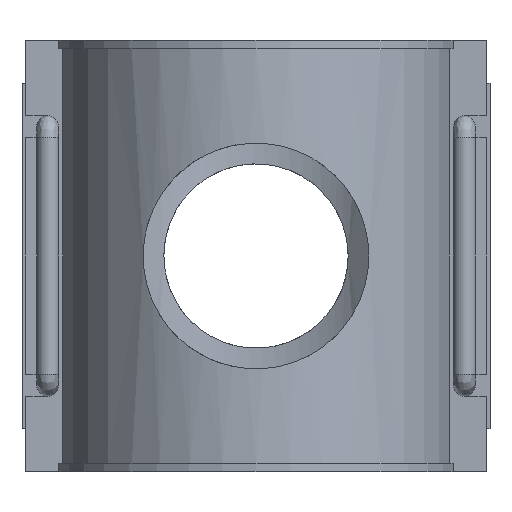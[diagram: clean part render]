
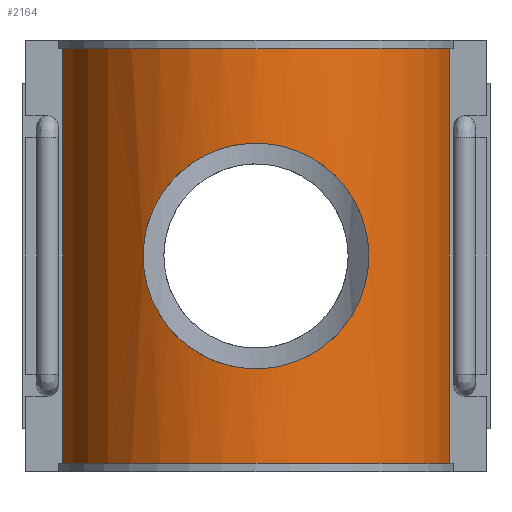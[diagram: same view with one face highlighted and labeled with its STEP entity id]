
A CAD part, front view. The second image highlights one B-rep face of the part: STEP entity #2164.
In plain terms, the highlighted cylindrical face has radius 54 mm (diameter 108 mm), a partial arc.
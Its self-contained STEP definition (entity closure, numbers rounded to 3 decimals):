
#31=LINE('',#3642,#238);
#66=LINE('',#3863,#273);
#238=VECTOR('',#2534,113.28);
#273=VECTOR('',#2611,113.28);
#532=CIRCLE('',#2298,54.);
#540=CIRCLE('',#2312,54.);
#612=FACE_BOUND('',#814,.T.);
#670=FACE_OUTER_BOUND('',#813,.T.);
#813=EDGE_LOOP('',(#1612,#1613,#1614,#1615));
#814=EDGE_LOOP('',(#1616));
#962=B_SPLINE_CURVE_WITH_KNOTS('',3,(#3078,#3079,#3080,#3081,#3082,#3083,
#3084,#3085,#3086,#3087,#3088,#3089,#3090,#3091,#3092,#3093,#3094,#3095,
#3096,#3097,#3098,#3099,#3100,#3101,#3102,#3103,#3104,#3105,#3106,#3107,
#3108,#3109,#3110,#3111,#3112,#3113,#3114,#3115,#3116,#3117,#3118,#3119,
#3120,#3121,#3122,#3123,#3124,#3125,#3126,#3127,#3128,#3129,#3130,#3131,
#3132,#3133,#3134,#3135,#3136,#3137,#3138,#3139,#3140,#3141,#3142,#3143),
 .UNSPECIFIED.,.T.,.F.,(4,2,2,2,2,2,2,2,2,2,2,2,2,2,2,2,2,2,2,2,2,2,2,2,
2,2,2,2,2,2,2,2,4),(0.,0.599,1.199,1.798,
2.397,2.993,3.59,4.186,4.782,
5.378,5.974,6.571,7.167,7.766,
8.365,8.965,9.564,10.163,10.762,
11.362,11.961,12.557,13.153,13.75,
14.346,14.942,15.538,16.135,16.731,
17.33,17.929,18.529,19.128),
 .UNSPECIFIED.);
#987=VERTEX_POINT('',#3077);
#1007=VERTEX_POINT('',#3627);
#1008=VERTEX_POINT('',#3629);
#1012=VERTEX_POINT('',#3641);
#1031=VERTEX_POINT('',#3686);
#1195=EDGE_CURVE('',#987,#987,#962,.T.);
#1219=EDGE_CURVE('',#1007,#1008,#532,.T.);
#1224=EDGE_CURVE('',#1007,#1012,#31,.T.);
#1246=EDGE_CURVE('',#1031,#1012,#540,.T.);
#1279=EDGE_CURVE('',#1008,#1031,#66,.T.);
#1612=ORIENTED_EDGE('',*,*,#1219,.T.);
#1613=ORIENTED_EDGE('',*,*,#1279,.T.);
#1614=ORIENTED_EDGE('',*,*,#1246,.T.);
#1615=ORIENTED_EDGE('',*,*,#1224,.F.);
#1616=ORIENTED_EDGE('',*,*,#1195,.T.);
#2121=CYLINDRICAL_SURFACE('',#2322,54.);
#2164=ADVANCED_FACE('',(#670,#612),#2121,.T.);
#2298=AXIS2_PLACEMENT_3D('',#3631,#2524,#2525);
#2312=AXIS2_PLACEMENT_3D('',#3687,#2571,#2572);
#2322=AXIS2_PLACEMENT_3D('',#3864,#2612,#2613);
#2524=DIRECTION('center_axis',(0.,0.,1.));
#2525=DIRECTION('ref_axis',(1.,0.,0.));
#2534=DIRECTION('',(0.,0.,1.));
#2571=DIRECTION('center_axis',(0.,0.,-1.));
#2572=DIRECTION('ref_axis',(1.,0.,0.));
#2611=DIRECTION('',(0.,0.,1.));
#2612=DIRECTION('center_axis',(0.,0.,1.));
#2613=DIRECTION('ref_axis',(1.,0.,0.));
#3077=CARTESIAN_POINT('',(30.87,-44.306,0.));
#3078=CARTESIAN_POINT('Ctrl Pts',(30.87,-44.306,0.));
#3079=CARTESIAN_POINT('Ctrl Pts',(30.87,-44.306,-1.998));
#3080=CARTESIAN_POINT('Ctrl Pts',(30.673,-44.445,-4.041));
#3081=CARTESIAN_POINT('Ctrl Pts',(29.867,-44.991,-8.07));
#3082=CARTESIAN_POINT('Ctrl Pts',(29.259,-45.396,-10.054));
#3083=CARTESIAN_POINT('Ctrl Pts',(27.672,-46.38,-13.836));
#3084=CARTESIAN_POINT('Ctrl Pts',(26.693,-46.959,-15.636));
#3085=CARTESIAN_POINT('Ctrl Pts',(24.445,-48.167,-18.958));
#3086=CARTESIAN_POINT('Ctrl Pts',(23.177,-48.796,-20.48));
#3087=CARTESIAN_POINT('Ctrl Pts',(20.487,-49.984,-23.17));
#3088=CARTESIAN_POINT('Ctrl Pts',(18.969,-50.589,-24.437));
#3089=CARTESIAN_POINT('Ctrl Pts',(15.645,-51.714,-26.687));
#3090=CARTESIAN_POINT('Ctrl Pts',(13.84,-52.232,-27.67));
#3091=CARTESIAN_POINT('Ctrl Pts',(10.049,-53.092,-29.261));
#3092=CARTESIAN_POINT('Ctrl Pts',(8.059,-53.434,-29.87));
#3093=CARTESIAN_POINT('Ctrl Pts',(4.028,-53.888,-30.675));
#3094=CARTESIAN_POINT('Ctrl Pts',(1.987,-54.,-30.87));
#3095=CARTESIAN_POINT('Ctrl Pts',(-1.987,-54.,-30.87));
#3096=CARTESIAN_POINT('Ctrl Pts',(-4.028,-53.888,-30.675));
#3097=CARTESIAN_POINT('Ctrl Pts',(-8.059,-53.434,-29.87));
#3098=CARTESIAN_POINT('Ctrl Pts',(-10.049,-53.092,-29.261));
#3099=CARTESIAN_POINT('Ctrl Pts',(-13.84,-52.232,-27.67));
#3100=CARTESIAN_POINT('Ctrl Pts',(-15.645,-51.714,-26.687));
#3101=CARTESIAN_POINT('Ctrl Pts',(-18.969,-50.589,-24.437));
#3102=CARTESIAN_POINT('Ctrl Pts',(-20.487,-49.984,-23.17));
#3103=CARTESIAN_POINT('Ctrl Pts',(-23.177,-48.796,-20.48));
#3104=CARTESIAN_POINT('Ctrl Pts',(-24.445,-48.167,-18.958));
#3105=CARTESIAN_POINT('Ctrl Pts',(-26.693,-46.959,-15.636));
#3106=CARTESIAN_POINT('Ctrl Pts',(-27.672,-46.38,-13.836));
#3107=CARTESIAN_POINT('Ctrl Pts',(-29.259,-45.396,-10.054));
#3108=CARTESIAN_POINT('Ctrl Pts',(-29.867,-44.991,-8.07));
#3109=CARTESIAN_POINT('Ctrl Pts',(-30.673,-44.445,-4.041));
#3110=CARTESIAN_POINT('Ctrl Pts',(-30.87,-44.306,-1.998));
#3111=CARTESIAN_POINT('Ctrl Pts',(-30.87,-44.306,1.998));
#3112=CARTESIAN_POINT('Ctrl Pts',(-30.673,-44.445,4.041));
#3113=CARTESIAN_POINT('Ctrl Pts',(-29.867,-44.991,8.07));
#3114=CARTESIAN_POINT('Ctrl Pts',(-29.259,-45.396,10.054));
#3115=CARTESIAN_POINT('Ctrl Pts',(-27.672,-46.38,13.836));
#3116=CARTESIAN_POINT('Ctrl Pts',(-26.693,-46.959,15.636));
#3117=CARTESIAN_POINT('Ctrl Pts',(-24.445,-48.167,18.958));
#3118=CARTESIAN_POINT('Ctrl Pts',(-23.177,-48.796,20.48));
#3119=CARTESIAN_POINT('Ctrl Pts',(-20.487,-49.984,23.17));
#3120=CARTESIAN_POINT('Ctrl Pts',(-18.969,-50.589,24.437));
#3121=CARTESIAN_POINT('Ctrl Pts',(-15.645,-51.714,26.687));
#3122=CARTESIAN_POINT('Ctrl Pts',(-13.84,-52.232,27.67));
#3123=CARTESIAN_POINT('Ctrl Pts',(-10.049,-53.092,29.261));
#3124=CARTESIAN_POINT('Ctrl Pts',(-8.059,-53.434,29.87));
#3125=CARTESIAN_POINT('Ctrl Pts',(-4.028,-53.888,30.675));
#3126=CARTESIAN_POINT('Ctrl Pts',(-1.987,-54.,30.87));
#3127=CARTESIAN_POINT('Ctrl Pts',(1.987,-54.,30.87));
#3128=CARTESIAN_POINT('Ctrl Pts',(4.028,-53.888,30.675));
#3129=CARTESIAN_POINT('Ctrl Pts',(8.059,-53.434,29.87));
#3130=CARTESIAN_POINT('Ctrl Pts',(10.049,-53.092,29.261));
#3131=CARTESIAN_POINT('Ctrl Pts',(13.84,-52.232,27.67));
#3132=CARTESIAN_POINT('Ctrl Pts',(15.645,-51.714,26.687));
#3133=CARTESIAN_POINT('Ctrl Pts',(18.969,-50.589,24.437));
#3134=CARTESIAN_POINT('Ctrl Pts',(20.487,-49.984,23.17));
#3135=CARTESIAN_POINT('Ctrl Pts',(23.177,-48.796,20.48));
#3136=CARTESIAN_POINT('Ctrl Pts',(24.445,-48.167,18.958));
#3137=CARTESIAN_POINT('Ctrl Pts',(26.693,-46.959,15.636));
#3138=CARTESIAN_POINT('Ctrl Pts',(27.672,-46.38,13.836));
#3139=CARTESIAN_POINT('Ctrl Pts',(29.259,-45.396,10.054));
#3140=CARTESIAN_POINT('Ctrl Pts',(29.867,-44.991,8.07));
#3141=CARTESIAN_POINT('Ctrl Pts',(30.673,-44.445,4.041));
#3142=CARTESIAN_POINT('Ctrl Pts',(30.87,-44.306,1.998));
#3143=CARTESIAN_POINT('Ctrl Pts',(30.87,-44.306,0.));
#3627=CARTESIAN_POINT('',(-52.815,-11.25,-56.64));
#3629=CARTESIAN_POINT('',(52.815,-11.25,-56.64));
#3631=CARTESIAN_POINT('Origin',(0.,0.,-56.64));
#3641=CARTESIAN_POINT('',(-52.815,-11.25,56.64));
#3642=CARTESIAN_POINT('',(-52.815,-11.25,0.));
#3686=CARTESIAN_POINT('',(52.815,-11.25,56.64));
#3687=CARTESIAN_POINT('Origin',(0.,0.,56.64));
#3863=CARTESIAN_POINT('',(52.815,-11.25,0.));
#3864=CARTESIAN_POINT('Origin',(0.,0.,0.));
